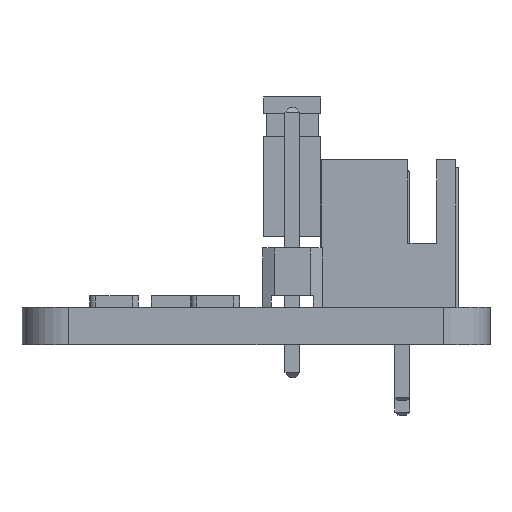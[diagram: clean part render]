
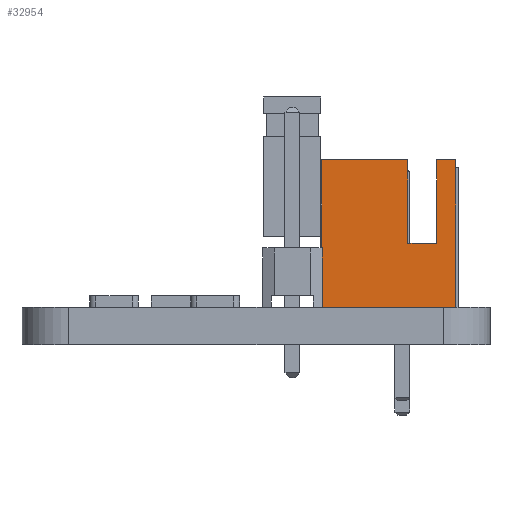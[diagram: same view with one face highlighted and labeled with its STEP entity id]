
A CAD part, left-side view. The second image highlights one B-rep face of the part: STEP entity #32954.
In plain terms, the highlighted face is planar.
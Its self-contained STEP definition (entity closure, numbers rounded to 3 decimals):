
#31408 = PLANE('',#31409);
#31409 = AXIS2_PLACEMENT_3D('',#31410,#31411,#31412);
#31410 = CARTESIAN_POINT('',(-5.728,0.,-7.43));
#31411 = DIRECTION('',(-1.,0.,0.));
#31412 = DIRECTION('',(0.,0.,1.));
#31758 = PLANE('',#31759);
#31759 = AXIS2_PLACEMENT_3D('',#31760,#31761,#31762);
#31760 = CARTESIAN_POINT('',(0.,0.,0.));
#31761 = DIRECTION('',(1.,0.,0.));
#31762 = DIRECTION('',(0.,0.,-1.));
#32018 = PLANE('',#32019);
#32019 = AXIS2_PLACEMENT_3D('',#32020,#32021,#32022);
#32020 = CARTESIAN_POINT('',(-2.864,0.,-3.715));
#32021 = DIRECTION('',(0.,-1.,0.));
#32022 = DIRECTION('',(0.,0.,-1.));
#32153 = VERTEX_POINT('',#32154);
#32154 = CARTESIAN_POINT('',(0.,0.,0.));
#32175 = EDGE_CURVE('',#32153,#32176,#32178,.T.);
#32176 = VERTEX_POINT('',#32177);
#32177 = CARTESIAN_POINT('',(-5.728,0.,0.));
#32178 = SURFACE_CURVE('',#32179,(#32183,#32190),.PCURVE_S1.);
#32179 = LINE('',#32180,#32181);
#32180 = CARTESIAN_POINT('',(0.,0.,0.));
#32181 = VECTOR('',#32182,1.);
#32182 = DIRECTION('',(-1.,0.,0.));
#32183 = PCURVE('',#32018,#32184);
#32184 = DEFINITIONAL_REPRESENTATION('',(#32185),#32189);
#32185 = LINE('',#32186,#32187);
#32186 = CARTESIAN_POINT('',(-3.715,2.864));
#32187 = VECTOR('',#32188,1.);
#32188 = DIRECTION('',(0.,-1.));
#32189 = ( GEOMETRIC_REPRESENTATION_CONTEXT(2) 
PARAMETRIC_REPRESENTATION_CONTEXT() REPRESENTATION_CONTEXT('2D SPACE',''
  ) );
#32190 = PCURVE('',#32191,#32196);
#32191 = PLANE('',#32192);
#32192 = AXIS2_PLACEMENT_3D('',#32193,#32194,#32195);
#32193 = CARTESIAN_POINT('',(-5.728,0.,0.));
#32194 = DIRECTION('',(0.,0.,1.));
#32195 = DIRECTION('',(1.,0.,0.));
#32196 = DEFINITIONAL_REPRESENTATION('',(#32197),#32201);
#32197 = LINE('',#32198,#32199);
#32198 = CARTESIAN_POINT('',(5.728,0.));
#32199 = VECTOR('',#32200,1.);
#32200 = DIRECTION('',(-1.,0.));
#32201 = ( GEOMETRIC_REPRESENTATION_CONTEXT(2) 
PARAMETRIC_REPRESENTATION_CONTEXT() REPRESENTATION_CONTEXT('2D SPACE',''
  ) );
#32356 = EDGE_CURVE('',#32176,#32357,#32359,.T.);
#32357 = VERTEX_POINT('',#32358);
#32358 = CARTESIAN_POINT('',(-5.728,6.845,0.));
#32359 = SURFACE_CURVE('',#32360,(#32364,#32371),.PCURVE_S1.);
#32360 = LINE('',#32361,#32362);
#32361 = CARTESIAN_POINT('',(-5.728,0.,0.));
#32362 = VECTOR('',#32363,1.);
#32363 = DIRECTION('',(0.,1.,0.));
#32364 = PCURVE('',#31408,#32365);
#32365 = DEFINITIONAL_REPRESENTATION('',(#32366),#32370);
#32366 = LINE('',#32367,#32368);
#32367 = CARTESIAN_POINT('',(7.43,0.));
#32368 = VECTOR('',#32369,1.);
#32369 = DIRECTION('',(0.,1.));
#32370 = ( GEOMETRIC_REPRESENTATION_CONTEXT(2) 
PARAMETRIC_REPRESENTATION_CONTEXT() REPRESENTATION_CONTEXT('2D SPACE',''
  ) );
#32371 = PCURVE('',#32191,#32372);
#32372 = DEFINITIONAL_REPRESENTATION('',(#32373),#32377);
#32373 = LINE('',#32374,#32375);
#32374 = CARTESIAN_POINT('',(0.,0.));
#32375 = VECTOR('',#32376,1.);
#32376 = DIRECTION('',(0.,1.));
#32377 = ( GEOMETRIC_REPRESENTATION_CONTEXT(2) 
PARAMETRIC_REPRESENTATION_CONTEXT() REPRESENTATION_CONTEXT('2D SPACE',''
  ) );
#32395 = PLANE('',#32396);
#32396 = AXIS2_PLACEMENT_3D('',#32397,#32398,#32399);
#32397 = CARTESIAN_POINT('',(-2.864,6.845,-3.715));
#32398 = DIRECTION('',(0.,1.,0.));
#32399 = DIRECTION('',(0.,0.,1.));
#32560 = PLANE('',#32561);
#32561 = AXIS2_PLACEMENT_3D('',#32562,#32563,#32564);
#32562 = CARTESIAN_POINT('',(-0.813,3.289,-7.43));
#32563 = DIRECTION('',(1.,0.,0.));
#32564 = DIRECTION('',(0.,1.,0.));
#32585 = VERTEX_POINT('',#32586);
#32586 = CARTESIAN_POINT('',(-0.813,3.289,0.));
#32600 = PLANE('',#32601);
#32601 = AXIS2_PLACEMENT_3D('',#32602,#32603,#32604);
#32602 = CARTESIAN_POINT('',(-2.045,3.289,-7.43));
#32603 = DIRECTION('',(0.,-1.,0.));
#32604 = DIRECTION('',(1.,0.,0.));
#32612 = EDGE_CURVE('',#32613,#32585,#32615,.T.);
#32613 = VERTEX_POINT('',#32614);
#32614 = CARTESIAN_POINT('',(-0.813,6.845,0.));
#32615 = SURFACE_CURVE('',#32616,(#32620,#32627),.PCURVE_S1.);
#32616 = LINE('',#32617,#32618);
#32617 = CARTESIAN_POINT('',(-0.813,1.645,0.));
#32618 = VECTOR('',#32619,1.);
#32619 = DIRECTION('',(0.,-1.,0.));
#32620 = PCURVE('',#32560,#32621);
#32621 = DEFINITIONAL_REPRESENTATION('',(#32622),#32626);
#32622 = LINE('',#32623,#32624);
#32623 = CARTESIAN_POINT('',(-1.645,7.43));
#32624 = VECTOR('',#32625,1.);
#32625 = DIRECTION('',(-1.,0.));
#32626 = ( GEOMETRIC_REPRESENTATION_CONTEXT(2) 
PARAMETRIC_REPRESENTATION_CONTEXT() REPRESENTATION_CONTEXT('2D SPACE',''
  ) );
#32627 = PCURVE('',#32191,#32628);
#32628 = DEFINITIONAL_REPRESENTATION('',(#32629),#32633);
#32629 = LINE('',#32630,#32631);
#32630 = CARTESIAN_POINT('',(4.915,1.645));
#32631 = VECTOR('',#32632,1.);
#32632 = DIRECTION('',(0.,-1.));
#32633 = ( GEOMETRIC_REPRESENTATION_CONTEXT(2) 
PARAMETRIC_REPRESENTATION_CONTEXT() REPRESENTATION_CONTEXT('2D SPACE',''
  ) );
#32649 = PLANE('',#32650);
#32650 = AXIS2_PLACEMENT_3D('',#32651,#32652,#32653);
#32651 = CARTESIAN_POINT('',(-2.864,6.845,-3.715));
#32652 = DIRECTION('',(0.,1.,0.));
#32653 = DIRECTION('',(0.,0.,1.));
#32835 = VERTEX_POINT('',#32836);
#32836 = CARTESIAN_POINT('',(-2.045,3.289,0.));
#32850 = PLANE('',#32851);
#32851 = AXIS2_PLACEMENT_3D('',#32852,#32853,#32854);
#32852 = CARTESIAN_POINT('',(-2.045,6.845,-7.43));
#32853 = DIRECTION('',(-1.,0.,0.));
#32854 = DIRECTION('',(0.,-1.,0.));
#32862 = EDGE_CURVE('',#32585,#32835,#32863,.T.);
#32863 = SURFACE_CURVE('',#32864,(#32868,#32875),.PCURVE_S1.);
#32864 = LINE('',#32865,#32866);
#32865 = CARTESIAN_POINT('',(-3.886,3.289,0.));
#32866 = VECTOR('',#32867,1.);
#32867 = DIRECTION('',(-1.,0.,0.));
#32868 = PCURVE('',#32600,#32869);
#32869 = DEFINITIONAL_REPRESENTATION('',(#32870),#32874);
#32870 = LINE('',#32871,#32872);
#32871 = CARTESIAN_POINT('',(-1.842,7.43));
#32872 = VECTOR('',#32873,1.);
#32873 = DIRECTION('',(-1.,0.));
#32874 = ( GEOMETRIC_REPRESENTATION_CONTEXT(2) 
PARAMETRIC_REPRESENTATION_CONTEXT() REPRESENTATION_CONTEXT('2D SPACE',''
  ) );
#32875 = PCURVE('',#32191,#32876);
#32876 = DEFINITIONAL_REPRESENTATION('',(#32877),#32881);
#32877 = LINE('',#32878,#32879);
#32878 = CARTESIAN_POINT('',(1.842,3.289));
#32879 = VECTOR('',#32880,1.);
#32880 = DIRECTION('',(-1.,0.));
#32881 = ( GEOMETRIC_REPRESENTATION_CONTEXT(2) 
PARAMETRIC_REPRESENTATION_CONTEXT() REPRESENTATION_CONTEXT('2D SPACE',''
  ) );
#32911 = VERTEX_POINT('',#32912);
#32912 = CARTESIAN_POINT('',(-2.045,6.845,0.));
#32933 = EDGE_CURVE('',#32835,#32911,#32934,.T.);
#32934 = SURFACE_CURVE('',#32935,(#32939,#32946),.PCURVE_S1.);
#32935 = LINE('',#32936,#32937);
#32936 = CARTESIAN_POINT('',(-2.045,3.423,0.));
#32937 = VECTOR('',#32938,1.);
#32938 = DIRECTION('',(0.,1.,0.));
#32939 = PCURVE('',#32850,#32940);
#32940 = DEFINITIONAL_REPRESENTATION('',(#32941),#32945);
#32941 = LINE('',#32942,#32943);
#32942 = CARTESIAN_POINT('',(3.423,7.43));
#32943 = VECTOR('',#32944,1.);
#32944 = DIRECTION('',(-1.,0.));
#32945 = ( GEOMETRIC_REPRESENTATION_CONTEXT(2) 
PARAMETRIC_REPRESENTATION_CONTEXT() REPRESENTATION_CONTEXT('2D SPACE',''
  ) );
#32946 = PCURVE('',#32191,#32947);
#32947 = DEFINITIONAL_REPRESENTATION('',(#32948),#32952);
#32948 = LINE('',#32949,#32950);
#32949 = CARTESIAN_POINT('',(3.683,3.423));
#32950 = VECTOR('',#32951,1.);
#32951 = DIRECTION('',(0.,1.));
#32952 = ( GEOMETRIC_REPRESENTATION_CONTEXT(2) 
PARAMETRIC_REPRESENTATION_CONTEXT() REPRESENTATION_CONTEXT('2D SPACE',''
  ) );
#32954 = ADVANCED_FACE('',(#32955),#32191,.T.);
#32955 = FACE_BOUND('',#32956,.T.);
#32956 = EDGE_LOOP('',(#32957,#32958,#32959,#32960,#32981,#32982,#32983,
    #33006));
#32957 = ORIENTED_EDGE('',*,*,#32612,.T.);
#32958 = ORIENTED_EDGE('',*,*,#32862,.T.);
#32959 = ORIENTED_EDGE('',*,*,#32933,.T.);
#32960 = ORIENTED_EDGE('',*,*,#32961,.F.);
#32961 = EDGE_CURVE('',#32357,#32911,#32962,.T.);
#32962 = SURFACE_CURVE('',#32963,(#32967,#32974),.PCURVE_S1.);
#32963 = LINE('',#32964,#32965);
#32964 = CARTESIAN_POINT('',(0.,6.845,0.));
#32965 = VECTOR('',#32966,1.);
#32966 = DIRECTION('',(1.,0.,0.));
#32967 = PCURVE('',#32191,#32968);
#32968 = DEFINITIONAL_REPRESENTATION('',(#32969),#32973);
#32969 = LINE('',#32970,#32971);
#32970 = CARTESIAN_POINT('',(5.728,6.845));
#32971 = VECTOR('',#32972,1.);
#32972 = DIRECTION('',(1.,0.));
#32973 = ( GEOMETRIC_REPRESENTATION_CONTEXT(2) 
PARAMETRIC_REPRESENTATION_CONTEXT() REPRESENTATION_CONTEXT('2D SPACE',''
  ) );
#32974 = PCURVE('',#32395,#32975);
#32975 = DEFINITIONAL_REPRESENTATION('',(#32976),#32980);
#32976 = LINE('',#32977,#32978);
#32977 = CARTESIAN_POINT('',(3.715,2.864));
#32978 = VECTOR('',#32979,1.);
#32979 = DIRECTION('',(0.,1.));
#32980 = ( GEOMETRIC_REPRESENTATION_CONTEXT(2) 
PARAMETRIC_REPRESENTATION_CONTEXT() REPRESENTATION_CONTEXT('2D SPACE',''
  ) );
#32981 = ORIENTED_EDGE('',*,*,#32356,.F.);
#32982 = ORIENTED_EDGE('',*,*,#32175,.F.);
#32983 = ORIENTED_EDGE('',*,*,#32984,.T.);
#32984 = EDGE_CURVE('',#32153,#32985,#32987,.T.);
#32985 = VERTEX_POINT('',#32986);
#32986 = CARTESIAN_POINT('',(0.,6.845,0.));
#32987 = SURFACE_CURVE('',#32988,(#32992,#32999),.PCURVE_S1.);
#32988 = LINE('',#32989,#32990);
#32989 = CARTESIAN_POINT('',(0.,0.,0.));
#32990 = VECTOR('',#32991,1.);
#32991 = DIRECTION('',(0.,1.,0.));
#32992 = PCURVE('',#32191,#32993);
#32993 = DEFINITIONAL_REPRESENTATION('',(#32994),#32998);
#32994 = LINE('',#32995,#32996);
#32995 = CARTESIAN_POINT('',(5.728,0.));
#32996 = VECTOR('',#32997,1.);
#32997 = DIRECTION('',(0.,1.));
#32998 = ( GEOMETRIC_REPRESENTATION_CONTEXT(2) 
PARAMETRIC_REPRESENTATION_CONTEXT() REPRESENTATION_CONTEXT('2D SPACE',''
  ) );
#32999 = PCURVE('',#31758,#33000);
#33000 = DEFINITIONAL_REPRESENTATION('',(#33001),#33005);
#33001 = LINE('',#33002,#33003);
#33002 = CARTESIAN_POINT('',(0.,0.));
#33003 = VECTOR('',#33004,1.);
#33004 = DIRECTION('',(0.,1.));
#33005 = ( GEOMETRIC_REPRESENTATION_CONTEXT(2) 
PARAMETRIC_REPRESENTATION_CONTEXT() REPRESENTATION_CONTEXT('2D SPACE',''
  ) );
#33006 = ORIENTED_EDGE('',*,*,#33007,.F.);
#33007 = EDGE_CURVE('',#32613,#32985,#33008,.T.);
#33008 = SURFACE_CURVE('',#33009,(#33013,#33020),.PCURVE_S1.);
#33009 = LINE('',#33010,#33011);
#33010 = CARTESIAN_POINT('',(0.,6.845,0.));
#33011 = VECTOR('',#33012,1.);
#33012 = DIRECTION('',(1.,0.,0.));
#33013 = PCURVE('',#32191,#33014);
#33014 = DEFINITIONAL_REPRESENTATION('',(#33015),#33019);
#33015 = LINE('',#33016,#33017);
#33016 = CARTESIAN_POINT('',(5.728,6.845));
#33017 = VECTOR('',#33018,1.);
#33018 = DIRECTION('',(1.,0.));
#33019 = ( GEOMETRIC_REPRESENTATION_CONTEXT(2) 
PARAMETRIC_REPRESENTATION_CONTEXT() REPRESENTATION_CONTEXT('2D SPACE',''
  ) );
#33020 = PCURVE('',#32649,#33021);
#33021 = DEFINITIONAL_REPRESENTATION('',(#33022),#33026);
#33022 = LINE('',#33023,#33024);
#33023 = CARTESIAN_POINT('',(3.715,2.864));
#33024 = VECTOR('',#33025,1.);
#33025 = DIRECTION('',(0.,1.));
#33026 = ( GEOMETRIC_REPRESENTATION_CONTEXT(2) 
PARAMETRIC_REPRESENTATION_CONTEXT() REPRESENTATION_CONTEXT('2D SPACE',''
  ) );
